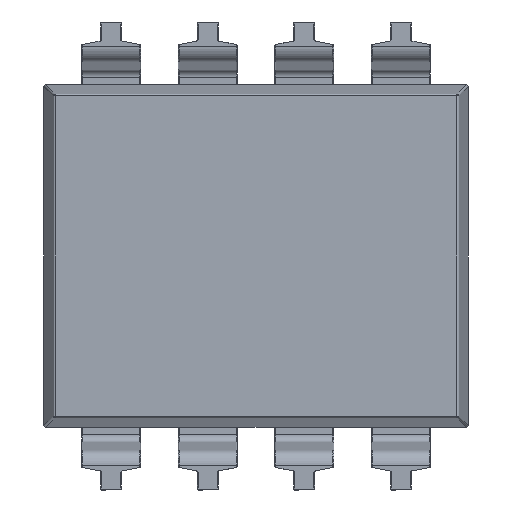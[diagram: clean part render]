
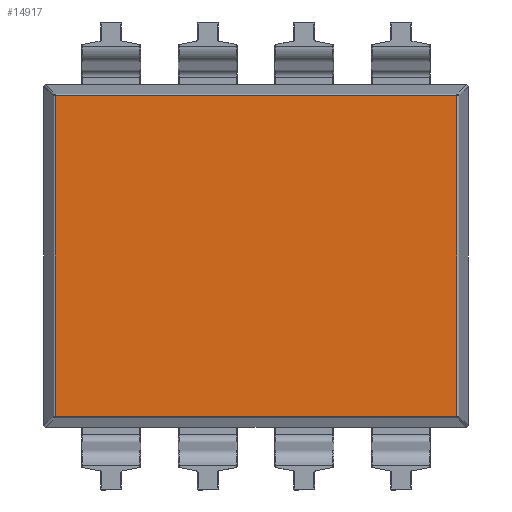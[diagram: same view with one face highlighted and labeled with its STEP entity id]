
A CAD part, front view. The second image highlights one B-rep face of the part: STEP entity #14917.
In plain terms, the highlighted planar face has unit normal (0, -1, 0).
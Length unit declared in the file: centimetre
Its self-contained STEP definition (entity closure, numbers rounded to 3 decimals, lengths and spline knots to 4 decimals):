
#464 = VECTOR ( 'NONE', #8803, 100. ) ;
#2452 = ORIENTED_EDGE ( 'NONE', *, *, #9195, .T. ) ;
#3097 = LINE ( 'NONE', #13330, #6543 ) ;
#4019 = DIRECTION ( 'NONE',  ( 0., 0., 1. ) ) ;
#4701 = FACE_OUTER_BOUND ( 'NONE', #9710, .T. ) ;
#5052 = CARTESIAN_POINT ( 'NONE',  ( -0.5282, 0.075, 0.4207 ) ) ;
#5201 = DIRECTION ( 'NONE',  ( 1., 0., 0. ) ) ;
#6543 = VECTOR ( 'NONE', #16220, 100. ) ;
#7110 = EDGE_CURVE ( 'NONE', #9318, #16524, #15482, .T. ) ;
#7121 = CARTESIAN_POINT ( 'NONE',  ( 0., 0.075, -0.45 ) ) ;
#7646 = AXIS2_PLACEMENT_3D ( 'NONE', #7121, #17269, #8609 ) ;
#8177 = LINE ( 'NONE', #12458, #15879 ) ;
#8224 = VECTOR ( 'NONE', #4019, 100. ) ;
#8609 = DIRECTION ( 'NONE',  ( 1., 0., 0. ) ) ;
#8667 = CARTESIAN_POINT ( 'NONE',  ( 0.5282, 0.075, 0.4207 ) ) ;
#8803 = DIRECTION ( 'NONE',  ( -1., 0., 0. ) ) ;
#8865 = CARTESIAN_POINT ( 'NONE',  ( 0., 0.075, 0.4207 ) ) ;
#9195 = EDGE_CURVE ( 'NONE', #14752, #16362, #3097, .T. ) ;
#9318 = VERTEX_POINT ( 'NONE', #13896 ) ;
#9710 = EDGE_LOOP ( 'NONE', ( #10362, #2452, #14794, #14964 ) ) ;
#9837 = CARTESIAN_POINT ( 'NONE',  ( -0.5282, 0.075, -0.4207 ) ) ;
#10362 = ORIENTED_EDGE ( 'NONE', *, *, #18068, .T. ) ;
#11628 = LINE ( 'NONE', #8865, #464 ) ;
#12458 = CARTESIAN_POINT ( 'NONE',  ( 0., 0.075, -0.4207 ) ) ;
#13330 = CARTESIAN_POINT ( 'NONE',  ( -0.5282, 0.075, -0.45 ) ) ;
#13896 = CARTESIAN_POINT ( 'NONE',  ( 0.5282, 0.075, -0.4207 ) ) ;
#14071 = EDGE_CURVE ( 'NONE', #16362, #9318, #8177, .T. ) ;
#14195 = CARTESIAN_POINT ( 'NONE',  ( 0.5282, 0.075, -0.45 ) ) ;
#14752 = VERTEX_POINT ( 'NONE', #5052 ) ;
#14794 = ORIENTED_EDGE ( 'NONE', *, *, #14071, .T. ) ;
#14917 = ADVANCED_FACE ( 'NONE', ( #4701 ), #18665, .T. ) ;
#14964 = ORIENTED_EDGE ( 'NONE', *, *, #7110, .T. ) ;
#15482 = LINE ( 'NONE', #14195, #8224 ) ;
#15879 = VECTOR ( 'NONE', #5201, 100. ) ;
#16220 = DIRECTION ( 'NONE',  ( 0., 0., -1. ) ) ;
#16362 = VERTEX_POINT ( 'NONE', #9837 ) ;
#16524 = VERTEX_POINT ( 'NONE', #8667 ) ;
#17269 = DIRECTION ( 'NONE',  ( 0., -1., 0. ) ) ;
#18068 = EDGE_CURVE ( 'NONE', #16524, #14752, #11628, .T. ) ;
#18665 = PLANE ( 'NONE',  #7646 ) ;
